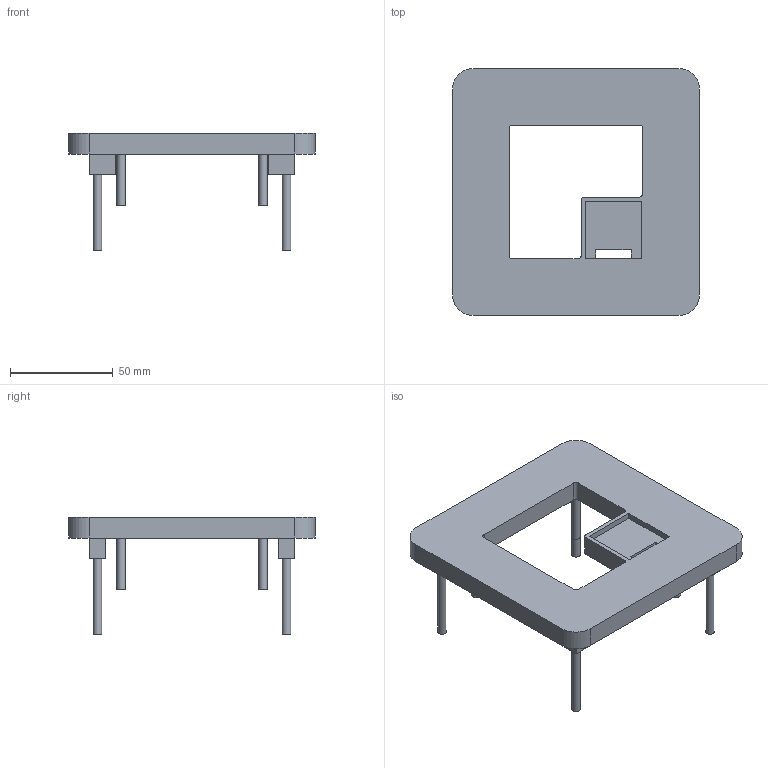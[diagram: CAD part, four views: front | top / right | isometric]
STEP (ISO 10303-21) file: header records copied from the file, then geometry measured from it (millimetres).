
FILE_DESCRIPTION(/* description */ (''),/* implementation_level */ '2;1');
FILE_NAME(/* name */ 'BasePrint.step',/* time_stamp */ '2025-07-07T18:56:59+10:00',/* author */ (''),/* organization */ (''),/* preprocessor_version */ 'ST-DEVELOPER v20.1',/* originating_system */ 'Autodesk Translation Framework v14.10.0.0',/* authorisation */ '');
FILE_SCHEMA (('AUTOMOTIVE_DESIGN { 1 0 10303 214 3 1 1 }'));
Length unit declared in the file: millimetre
Products named in the file (2): BasePrint; Heat Inserts
Assembly tree (1 placements, depth 2):
  BasePrint
    Heat Inserts
Bounding box: 120 x 120 x 56.9 mm (x, y, z)
Volume: 114709.3 mm3; surface area: 35871.1 mm2
Topology: 9 solids, 9 shells, 82 faces, 168 edges, 112 vertices
Faces by surface type: plane 60, cylinder 22
Full cylindrical faces by diameter (mm): 4.2 x12
Entity records: 2211 total; most frequent: DIRECTION 382, CARTESIAN_POINT 365, ORIENTED_EDGE 336, EDGE_CURVE 168, AXIS2_PLACEMENT_3D 129, LINE 124, VECTOR 124, VERTEX_POINT 112
